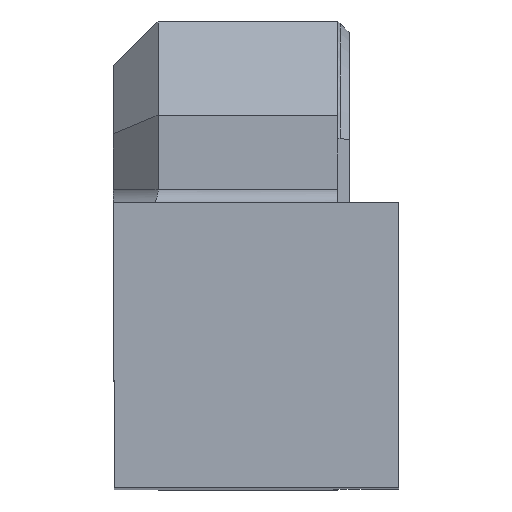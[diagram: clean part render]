
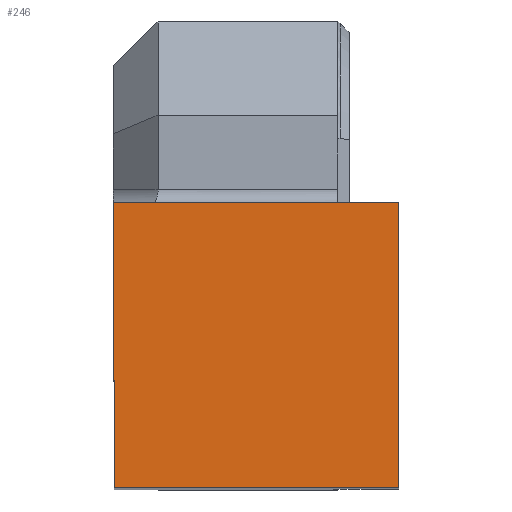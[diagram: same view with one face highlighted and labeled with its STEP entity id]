
A CAD part, top view. The second image highlights one B-rep face of the part: STEP entity #246.
In plain terms, the highlighted planar face has unit normal (0, 0, 1).
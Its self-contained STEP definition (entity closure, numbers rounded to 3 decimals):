
#80=PLANE('',#971);
#106=FACE_OUTER_BOUND('',#387,.T.);
#145=LINE('',#1414,#200);
#155=LINE('',#1456,#210);
#160=LINE('',#1468,#215);
#165=LINE('',#1477,#220);
#200=VECTOR('',#1112,1.);
#210=VECTOR('',#1132,1.);
#215=VECTOR('',#1143,1.);
#220=VECTOR('',#1152,1.);
#246=ADVANCED_FACE('',(#106),#80,.T.);
#387=EDGE_LOOP('',(#540,#541,#542,#543));
#540=ORIENTED_EDGE('',*,*,#813,.T.);
#541=ORIENTED_EDGE('',*,*,#820,.T.);
#542=ORIENTED_EDGE('',*,*,#800,.T.);
#543=ORIENTED_EDGE('',*,*,#826,.T.);
#712=VERTEX_POINT('',#1413);
#713=VERTEX_POINT('',#1415);
#721=VERTEX_POINT('',#1455);
#722=VERTEX_POINT('',#1457);
#800=EDGE_CURVE('',#713,#712,#145,.T.);
#813=EDGE_CURVE('',#722,#721,#155,.T.);
#820=EDGE_CURVE('',#721,#713,#160,.T.);
#826=EDGE_CURVE('',#712,#722,#165,.T.);
#971=AXIS2_PLACEMENT_3D('',#1479,#1155,#1156);
#1112=DIRECTION('',(0.,1.,0.));
#1132=DIRECTION('',(0.004,-1.,0.));
#1143=DIRECTION('',(1.,0.,0.));
#1152=DIRECTION('',(-1.,0.,0.));
#1155=DIRECTION('',(0.,0.,1.));
#1156=DIRECTION('',(1.,0.,0.));
#1413=CARTESIAN_POINT('',(31.85,31.85,0.));
#1414=CARTESIAN_POINT('',(31.85,0.,0.));
#1415=CARTESIAN_POINT('',(31.85,0.,0.));
#1455=CARTESIAN_POINT('',(0.139,0.,0.));
#1456=CARTESIAN_POINT('',(0.,31.85,0.));
#1457=CARTESIAN_POINT('',(0.,31.85,0.));
#1468=CARTESIAN_POINT('',(0.139,0.,0.));
#1477=CARTESIAN_POINT('',(31.85,31.85,0.));
#1479=CARTESIAN_POINT('',(0.,31.85,0.));
